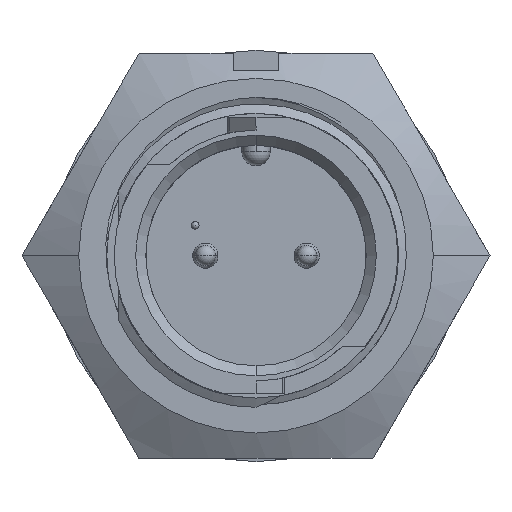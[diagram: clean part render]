
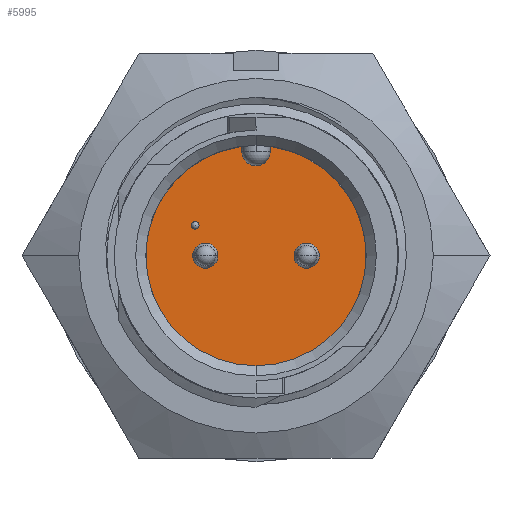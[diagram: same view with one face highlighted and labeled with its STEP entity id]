
A CAD part, top view. The second image highlights one B-rep face of the part: STEP entity #5995.
In plain terms, the highlighted planar face has unit normal (0, 0, 1).
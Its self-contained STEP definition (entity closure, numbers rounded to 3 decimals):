
#282 = CIRCLE ( 'NONE', #8829, 5.524 ) ;
#523 = ORIENTED_EDGE ( 'NONE', *, *, #10095, .F. ) ;
#530 = FACE_BOUND ( 'NONE', #7614, .T. ) ;
#623 = EDGE_CURVE ( 'NONE', #4437, #11170, #7323, .T. ) ;
#640 = CIRCLE ( 'NONE', #12180, 0.632 ) ;
#952 = CARTESIAN_POINT ( 'NONE',  ( -3.172, 0.003, -8.382 ) ) ;
#1184 = CARTESIAN_POINT ( 'NONE',  ( 0., 0., -8.382 ) ) ;
#1362 = CIRCLE ( 'NONE', #7542, 0.632 ) ;
#1414 = CARTESIAN_POINT ( 'NONE',  ( 2.54, 0., -8.382 ) ) ;
#1426 = CARTESIAN_POINT ( 'NONE',  ( 0.711, 5.22, -8.382 ) ) ;
#1442 = CARTESIAN_POINT ( 'NONE',  ( -3.048, 1.524, -8.382 ) ) ;
#1499 = ORIENTED_EDGE ( 'NONE', *, *, #10641, .F. ) ;
#1640 = ORIENTED_EDGE ( 'NONE', *, *, #2741, .F. ) ;
#1922 = DIRECTION ( 'NONE',  ( 1., 0., 0. ) ) ;
#2046 = EDGE_CURVE ( 'NONE', #10794, #9224, #8221, .T. ) ;
#2306 = DIRECTION ( 'NONE',  ( 0., 0., 1. ) ) ;
#2396 = ORIENTED_EDGE ( 'NONE', *, *, #2046, .T. ) ;
#2462 = CARTESIAN_POINT ( 'NONE',  ( -3.048, 1.333, -8.382 ) ) ;
#2487 = DIRECTION ( 'NONE',  ( 0., 0., 1. ) ) ;
#2537 = DIRECTION ( 'NONE',  ( 0., 0., -1. ) ) ;
#2550 = CARTESIAN_POINT ( 'NONE',  ( 0., 0., -8.382 ) ) ;
#2677 = LINE ( 'NONE', #6577, #5306 ) ;
#2741 = EDGE_CURVE ( 'NONE', #5240, #10274, #2677, .T. ) ;
#2779 = DIRECTION ( 'NONE',  ( 0., 0., 1. ) ) ;
#3240 = AXIS2_PLACEMENT_3D ( 'NONE', #4102, #5851, #6778 ) ;
#3342 = FACE_OUTER_BOUND ( 'NONE', #7791, .T. ) ;
#3377 = DIRECTION ( 'NONE',  ( 0., 0., 1. ) ) ;
#3513 = ORIENTED_EDGE ( 'NONE', *, *, #4263, .F. ) ;
#3575 = CARTESIAN_POINT ( 'NONE',  ( -0.711, 5.479, -8.382 ) ) ;
#3669 = AXIS2_PLACEMENT_3D ( 'NONE', #8126, #2537, #6324 ) ;
#3678 = VECTOR ( 'NONE', #11915, 1000. ) ;
#3882 = EDGE_CURVE ( 'NONE', #4214, #9224, #4332, .T. ) ;
#4060 = ORIENTED_EDGE ( 'NONE', *, *, #5710, .F. ) ;
#4062 = DIRECTION ( 'NONE',  ( 0., -1., 0. ) ) ;
#4102 = CARTESIAN_POINT ( 'NONE',  ( -2.54, 0.003, -8.382 ) ) ;
#4180 = CIRCLE ( 'NONE', #11125, 0.632 ) ;
#4214 = VERTEX_POINT ( 'NONE', #1426 ) ;
#4263 = EDGE_CURVE ( 'NONE', #11170, #4437, #10215, .T. ) ;
#4332 = LINE ( 'NONE', #8115, #3678 ) ;
#4403 = FACE_BOUND ( 'NONE', #6480, .T. ) ;
#4437 = VERTEX_POINT ( 'NONE', #2462 ) ;
#4618 = CARTESIAN_POINT ( 'NONE',  ( -3.048, 1.715, -8.382 ) ) ;
#4741 = CARTESIAN_POINT ( 'NONE',  ( -2.54, 0.003, -8.382 ) ) ;
#5240 = VERTEX_POINT ( 'NONE', #3575 ) ;
#5306 = VECTOR ( 'NONE', #10377, 1000. ) ;
#5400 = VERTEX_POINT ( 'NONE', #952 ) ;
#5710 = EDGE_CURVE ( 'NONE', #5400, #5821, #1362, .T. ) ;
#5748 = AXIS2_PLACEMENT_3D ( 'NONE', #1442, #3377, #10959 ) ;
#5821 = VERTEX_POINT ( 'NONE', #7463 ) ;
#5851 = DIRECTION ( 'NONE',  ( 0., 0., 1. ) ) ;
#5995 = ADVANCED_FACE ( 'NONE', ( #3342, #530, #6262, #4403 ), #8877, .F. ) ;
#6043 = AXIS2_PLACEMENT_3D ( 'NONE', #1184, #2306, #4062 ) ;
#6175 = VERTEX_POINT ( 'NONE', #9861 ) ;
#6262 = FACE_BOUND ( 'NONE', #9275, .T. ) ;
#6324 = DIRECTION ( 'NONE',  ( 0., 1., 0. ) ) ;
#6445 = DIRECTION ( 'NONE',  ( 1., 0., 0. ) ) ;
#6480 = EDGE_LOOP ( 'NONE', ( #523, #4060 ) ) ;
#6577 = CARTESIAN_POINT ( 'NONE',  ( -0.711, 5.479, -8.382 ) ) ;
#6778 = DIRECTION ( 'NONE',  ( 1., 0., 0. ) ) ;
#6846 = AXIS2_PLACEMENT_3D ( 'NONE', #8028, #7041, #9826 ) ;
#6887 = DIRECTION ( 'NONE',  ( 1., 0., 0. ) ) ;
#6892 = CARTESIAN_POINT ( 'NONE',  ( 0., -5.524, -8.382 ) ) ;
#6981 = EDGE_CURVE ( 'NONE', #10053, #6175, #4180, .T. ) ;
#7041 = DIRECTION ( 'NONE',  ( 0., 0., 1. ) ) ;
#7323 = CIRCLE ( 'NONE', #5748, 0.191 ) ;
#7463 = CARTESIAN_POINT ( 'NONE',  ( -1.908, 0.003, -8.382 ) ) ;
#7542 = AXIS2_PLACEMENT_3D ( 'NONE', #4741, #12330, #1922 ) ;
#7614 = EDGE_LOOP ( 'NONE', ( #3513, #7762 ) ) ;
#7646 = AXIS2_PLACEMENT_3D ( 'NONE', #12112, #2779, #6445 ) ;
#7707 = CARTESIAN_POINT ( 'NONE',  ( 1.908, 0., -8.382 ) ) ;
#7748 = EDGE_CURVE ( 'NONE', #10274, #4214, #11429, .T. ) ;
#7762 = ORIENTED_EDGE ( 'NONE', *, *, #623, .F. ) ;
#7791 = EDGE_LOOP ( 'NONE', ( #1640, #8274, #2396, #11099, #8269 ) ) ;
#7868 = CARTESIAN_POINT ( 'NONE',  ( 2.54, 0., -8.382 ) ) ;
#8005 = EDGE_CURVE ( 'NONE', #5240, #10794, #282, .T. ) ;
#8022 = CARTESIAN_POINT ( 'NONE',  ( 0.711, 5.479, -8.382 ) ) ;
#8028 = CARTESIAN_POINT ( 'NONE',  ( -3.048, 1.524, -8.382 ) ) ;
#8115 = CARTESIAN_POINT ( 'NONE',  ( 0.711, 5.22, -8.382 ) ) ;
#8126 = CARTESIAN_POINT ( 'NONE',  ( 0., 0., -8.382 ) ) ;
#8221 = CIRCLE ( 'NONE', #6043, 5.524 ) ;
#8269 = ORIENTED_EDGE ( 'NONE', *, *, #7748, .F. ) ;
#8274 = ORIENTED_EDGE ( 'NONE', *, *, #8005, .T. ) ;
#8829 = AXIS2_PLACEMENT_3D ( 'NONE', #2550, #2487, #9937 ) ;
#8877 = PLANE ( 'NONE',  #3669 ) ;
#9193 = CARTESIAN_POINT ( 'NONE',  ( -0.711, 5.22, -8.382 ) ) ;
#9224 = VERTEX_POINT ( 'NONE', #8022 ) ;
#9275 = EDGE_LOOP ( 'NONE', ( #1499, #11638 ) ) ;
#9559 = DIRECTION ( 'NONE',  ( 0., 0., 1. ) ) ;
#9826 = DIRECTION ( 'NONE',  ( 0., 1., 0. ) ) ;
#9861 = CARTESIAN_POINT ( 'NONE',  ( 3.172, 0., -8.382 ) ) ;
#9937 = DIRECTION ( 'NONE',  ( 0., -1., 0. ) ) ;
#10053 = VERTEX_POINT ( 'NONE', #7707 ) ;
#10064 = DIRECTION ( 'NONE',  ( 1., 0., 0. ) ) ;
#10095 = EDGE_CURVE ( 'NONE', #5821, #5400, #12189, .T. ) ;
#10215 = CIRCLE ( 'NONE', #6846, 0.191 ) ;
#10274 = VERTEX_POINT ( 'NONE', #9193 ) ;
#10377 = DIRECTION ( 'NONE',  ( 0., -1., 0. ) ) ;
#10641 = EDGE_CURVE ( 'NONE', #6175, #10053, #640, .T. ) ;
#10794 = VERTEX_POINT ( 'NONE', #6892 ) ;
#10815 = DIRECTION ( 'NONE',  ( 0., 0., 1. ) ) ;
#10959 = DIRECTION ( 'NONE',  ( 0., 1., 0. ) ) ;
#11099 = ORIENTED_EDGE ( 'NONE', *, *, #3882, .F. ) ;
#11125 = AXIS2_PLACEMENT_3D ( 'NONE', #1414, #10815, #10064 ) ;
#11170 = VERTEX_POINT ( 'NONE', #4618 ) ;
#11429 = CIRCLE ( 'NONE', #7646, 0.711 ) ;
#11638 = ORIENTED_EDGE ( 'NONE', *, *, #6981, .F. ) ;
#11915 = DIRECTION ( 'NONE',  ( 0., 1., 0. ) ) ;
#12112 = CARTESIAN_POINT ( 'NONE',  ( 0., 5.22, -8.382 ) ) ;
#12180 = AXIS2_PLACEMENT_3D ( 'NONE', #7868, #9559, #6887 ) ;
#12189 = CIRCLE ( 'NONE', #3240, 0.632 ) ;
#12330 = DIRECTION ( 'NONE',  ( 0., 0., 1. ) ) ;
